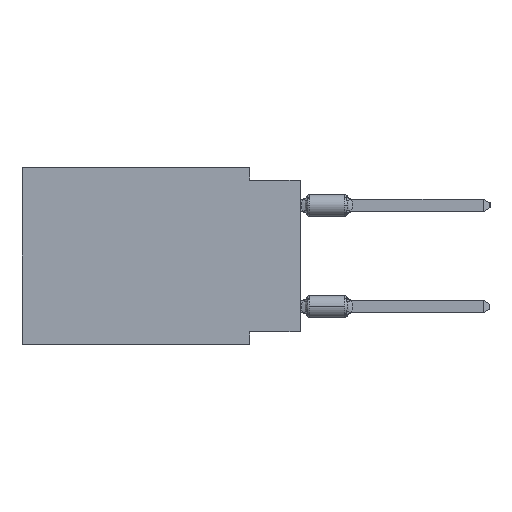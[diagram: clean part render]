
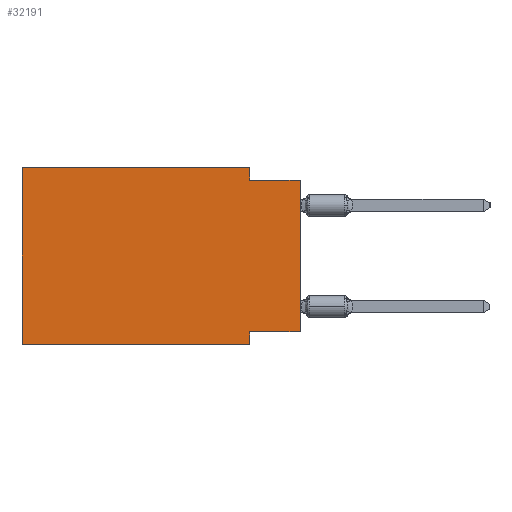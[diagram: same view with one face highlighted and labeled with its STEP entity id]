
A CAD part, left-side view. The second image highlights one B-rep face of the part: STEP entity #32191.
In plain terms, the highlighted planar face has unit normal (-1, 0, 0).
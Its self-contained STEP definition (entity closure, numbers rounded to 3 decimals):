
#145 = ORIENTED_EDGE ( 'NONE', *, *, #16414, .F. ) ;
#181 = CARTESIAN_POINT ( 'NONE',  ( 0., 13.97, -8.89 ) ) ;
#584 = EDGE_CURVE ( 'NONE', #6973, #23803, #17303, .T. ) ;
#1009 = LINE ( 'NONE', #20336, #38549 ) ;
#1332 = VECTOR ( 'NONE', #15787, 1000. ) ;
#3482 = VERTEX_POINT ( 'NONE', #28933 ) ;
#4476 = DIRECTION ( 'NONE',  ( 0., -1., 0. ) ) ;
#5154 = CARTESIAN_POINT ( 'NONE',  ( 0., 2.54, -0.635 ) ) ;
#5362 = DIRECTION ( 'NONE',  ( 0., 0., 1. ) ) ;
#5731 = VERTEX_POINT ( 'NONE', #40922 ) ;
#5998 = CARTESIAN_POINT ( 'NONE',  ( 0., 0., 0. ) ) ;
#6973 = VERTEX_POINT ( 'NONE', #5154 ) ;
#7279 = EDGE_CURVE ( 'NONE', #3482, #6973, #1009, .T. ) ;
#7509 = EDGE_CURVE ( 'NONE', #35545, #40836, #35014, .T. ) ;
#8554 = VECTOR ( 'NONE', #22962, 1000. ) ;
#9451 = VECTOR ( 'NONE', #37549, 1000. ) ;
#10272 = CARTESIAN_POINT ( 'NONE',  ( 0., 0., -0.635 ) ) ;
#10575 = VECTOR ( 'NONE', #4476, 1000. ) ;
#10629 = AXIS2_PLACEMENT_3D ( 'NONE', #20238, #33441, #40360 ) ;
#11061 = EDGE_CURVE ( 'NONE', #5731, #20827, #32894, .T. ) ;
#12430 = EDGE_CURVE ( 'NONE', #5731, #23803, #35700, .T. ) ;
#13996 = ORIENTED_EDGE ( 'NONE', *, *, #584, .F. ) ;
#14149 = EDGE_LOOP ( 'NONE', ( #26137, #13996, #36978, #30279, #37349, #39583, #145, #19552 ) ) ;
#15012 = CARTESIAN_POINT ( 'NONE',  ( 0., 13.97, 0. ) ) ;
#15787 = DIRECTION ( 'NONE',  ( 0., 1., 0. ) ) ;
#16414 = EDGE_CURVE ( 'NONE', #20827, #40836, #22687, .T. ) ;
#16463 = VECTOR ( 'NONE', #28535, 1000. ) ;
#17303 = LINE ( 'NONE', #27700, #10575 ) ;
#17409 = FACE_OUTER_BOUND ( 'NONE', #14149, .T. ) ;
#19552 = ORIENTED_EDGE ( 'NONE', *, *, #11061, .F. ) ;
#19919 = CARTESIAN_POINT ( 'NONE',  ( 0., 13.97, 0. ) ) ;
#20238 = CARTESIAN_POINT ( 'NONE',  ( 0., 13.97, 0. ) ) ;
#20336 = CARTESIAN_POINT ( 'NONE',  ( 0., 2.54, 0. ) ) ;
#20357 = CARTESIAN_POINT ( 'NONE',  ( 0., 13.97, 0. ) ) ;
#20827 = VERTEX_POINT ( 'NONE', #35018 ) ;
#22687 = LINE ( 'NONE', #42568, #31743 ) ;
#22962 = DIRECTION ( 'NONE',  ( 0., 0., 1. ) ) ;
#23803 = VERTEX_POINT ( 'NONE', #10272 ) ;
#23933 = EDGE_CURVE ( 'NONE', #33027, #3482, #24378, .T. ) ;
#24378 = LINE ( 'NONE', #15012, #9451 ) ;
#25717 = DIRECTION ( 'NONE',  ( 0., 0., -1. ) ) ;
#26137 = ORIENTED_EDGE ( 'NONE', *, *, #12430, .T. ) ;
#27454 = VECTOR ( 'NONE', #5362, 1000. ) ;
#27700 = CARTESIAN_POINT ( 'NONE',  ( 0., 0., -0.635 ) ) ;
#28535 = DIRECTION ( 'NONE',  ( 0., -1., 0. ) ) ;
#28933 = CARTESIAN_POINT ( 'NONE',  ( 0., 2.54, 0. ) ) ;
#30279 = ORIENTED_EDGE ( 'NONE', *, *, #23933, .F. ) ;
#31743 = VECTOR ( 'NONE', #25717, 1000. ) ;
#31993 = CARTESIAN_POINT ( 'NONE',  ( 0., 13.97, -8.89 ) ) ;
#32191 = ADVANCED_FACE ( 'NONE', ( #17409 ), #39933, .F. ) ;
#32894 = LINE ( 'NONE', #39385, #1332 ) ;
#33027 = VERTEX_POINT ( 'NONE', #20357 ) ;
#33441 = DIRECTION ( 'NONE',  ( 1., 0., 0. ) ) ;
#35014 = LINE ( 'NONE', #31993, #16463 ) ;
#35018 = CARTESIAN_POINT ( 'NONE',  ( 0., 2.54, -8.255 ) ) ;
#35545 = VERTEX_POINT ( 'NONE', #181 ) ;
#35700 = LINE ( 'NONE', #5998, #27454 ) ;
#36978 = ORIENTED_EDGE ( 'NONE', *, *, #7279, .F. ) ;
#36993 = DIRECTION ( 'NONE',  ( 0., 0., -1. ) ) ;
#37349 = ORIENTED_EDGE ( 'NONE', *, *, #40287, .F. ) ;
#37549 = DIRECTION ( 'NONE',  ( 0., -1., 0. ) ) ;
#38549 = VECTOR ( 'NONE', #36993, 1000. ) ;
#39385 = CARTESIAN_POINT ( 'NONE',  ( 0., 0., -8.255 ) ) ;
#39400 = LINE ( 'NONE', #19919, #8554 ) ;
#39583 = ORIENTED_EDGE ( 'NONE', *, *, #7509, .T. ) ;
#39933 = PLANE ( 'NONE',  #10629 ) ;
#40287 = EDGE_CURVE ( 'NONE', #35545, #33027, #39400, .T. ) ;
#40360 = DIRECTION ( 'NONE',  ( 0., 0., -1. ) ) ;
#40623 = CARTESIAN_POINT ( 'NONE',  ( 0., 2.54, -8.89 ) ) ;
#40836 = VERTEX_POINT ( 'NONE', #40623 ) ;
#40922 = CARTESIAN_POINT ( 'NONE',  ( 0., 0., -8.255 ) ) ;
#42568 = CARTESIAN_POINT ( 'NONE',  ( 0., 2.54, -8.89 ) ) ;
